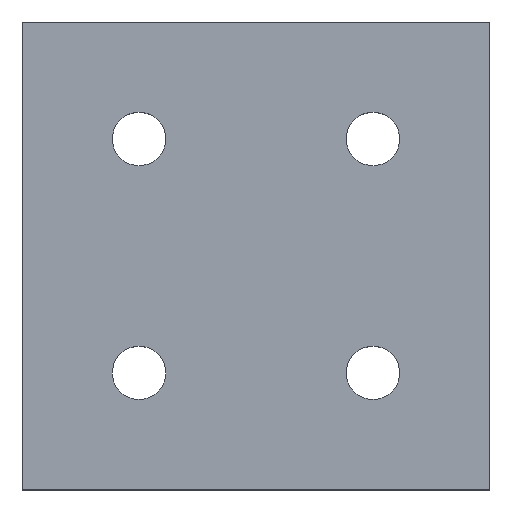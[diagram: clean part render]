
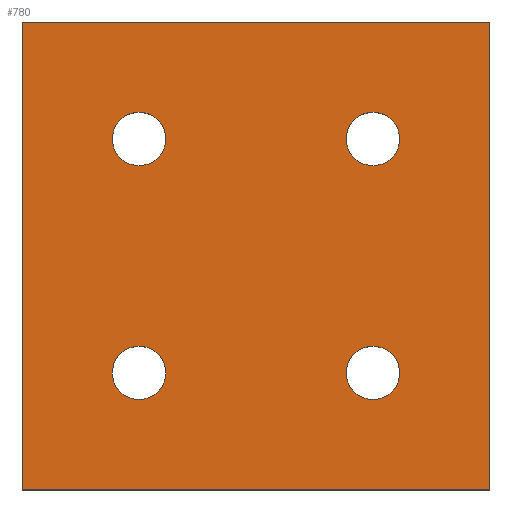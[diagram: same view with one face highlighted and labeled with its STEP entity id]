
A CAD part, top view. The second image highlights one B-rep face of the part: STEP entity #780.
In plain terms, the highlighted planar face has unit normal (0, 0, 1).
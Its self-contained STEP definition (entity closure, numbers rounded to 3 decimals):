
#130=CARTESIAN_POINT('',(0.921,0.75,0.75));
#131=VERTEX_POINT('',#130);
#140=CARTESIAN_POINT('',(0.579,0.75,0.75));
#141=VERTEX_POINT('',#140);
#142=CARTESIAN_POINT('',(0.75,0.75,0.75));
#143=DIRECTION('',(0.0,0.0,-1.0));
#144=DIRECTION('',(1.0,0.0,0.0));
#145=AXIS2_PLACEMENT_3D('',#142,#143,#144);
#146=CIRCLE('',#145,0.171);
#147=EDGE_CURVE('',#141,#131,#146,.T.);
#214=CARTESIAN_POINT('',(0.921,2.25,0.75));
#215=VERTEX_POINT('',#214);
#224=CARTESIAN_POINT('',(0.579,2.25,0.75));
#225=VERTEX_POINT('',#224);
#226=CARTESIAN_POINT('',(0.75,2.25,0.75));
#227=DIRECTION('',(0.0,0.0,-1.0));
#228=DIRECTION('',(1.0,0.0,0.0));
#229=AXIS2_PLACEMENT_3D('',#226,#227,#228);
#230=CIRCLE('',#229,0.171);
#231=EDGE_CURVE('',#225,#215,#230,.T.);
#298=CARTESIAN_POINT('',(2.421,2.25,0.75));
#299=VERTEX_POINT('',#298);
#308=CARTESIAN_POINT('',(2.079,2.25,0.75));
#309=VERTEX_POINT('',#308);
#310=CARTESIAN_POINT('',(2.25,2.25,0.75));
#311=DIRECTION('',(0.0,0.0,-1.0));
#312=DIRECTION('',(1.0,0.0,0.0));
#313=AXIS2_PLACEMENT_3D('',#310,#311,#312);
#314=CIRCLE('',#313,0.171);
#315=EDGE_CURVE('',#309,#299,#314,.T.);
#382=CARTESIAN_POINT('',(2.421,0.75,0.75));
#383=VERTEX_POINT('',#382);
#392=CARTESIAN_POINT('',(2.079,0.75,0.75));
#393=VERTEX_POINT('',#392);
#394=CARTESIAN_POINT('',(2.25,0.75,0.75));
#395=DIRECTION('',(0.0,0.0,-1.0));
#396=DIRECTION('',(1.0,0.0,0.0));
#397=AXIS2_PLACEMENT_3D('',#394,#395,#396);
#398=CIRCLE('',#397,0.171);
#399=EDGE_CURVE('',#393,#383,#398,.T.);
#433=CARTESIAN_POINT('',(2.25,0.75,0.75));
#434=DIRECTION('',(0.0,0.0,-1.0));
#435=DIRECTION('',(1.0,0.0,0.0));
#436=AXIS2_PLACEMENT_3D('',#433,#434,#435);
#437=CIRCLE('',#436,0.171);
#438=EDGE_CURVE('',#383,#393,#437,.T.);
#495=CARTESIAN_POINT('',(2.25,2.25,0.75));
#496=DIRECTION('',(0.0,0.0,-1.0));
#497=DIRECTION('',(1.0,0.0,0.0));
#498=AXIS2_PLACEMENT_3D('',#495,#496,#497);
#499=CIRCLE('',#498,0.171);
#500=EDGE_CURVE('',#299,#309,#499,.T.);
#557=CARTESIAN_POINT('',(0.75,2.25,0.75));
#558=DIRECTION('',(0.0,0.0,-1.0));
#559=DIRECTION('',(1.0,0.0,0.0));
#560=AXIS2_PLACEMENT_3D('',#557,#558,#559);
#561=CIRCLE('',#560,0.171);
#562=EDGE_CURVE('',#215,#225,#561,.T.);
#619=CARTESIAN_POINT('',(0.75,0.75,0.75));
#620=DIRECTION('',(0.0,0.0,-1.0));
#621=DIRECTION('',(1.0,0.0,0.0));
#622=AXIS2_PLACEMENT_3D('',#619,#620,#621);
#623=CIRCLE('',#622,0.171);
#624=EDGE_CURVE('',#131,#141,#623,.T.);
#644=CARTESIAN_POINT('',(3.0,3.0,0.75));
#645=VERTEX_POINT('',#644);
#652=CARTESIAN_POINT('',(3.0,0.0,0.75));
#653=VERTEX_POINT('',#652);
#654=CARTESIAN_POINT('',(3.0,0.0,0.75));
#655=DIRECTION('',(0.0,1.0,0.0));
#656=VECTOR('',#655,3.0);
#657=LINE('',#654,#656);
#658=EDGE_CURVE('',#653,#645,#657,.T.);
#682=CARTESIAN_POINT('',(0.,3.0,0.75));
#683=VERTEX_POINT('',#682);
#690=CARTESIAN_POINT('',(3.0,3.0,0.75));
#691=DIRECTION('',(-1.0,0.0,0.0));
#692=VECTOR('',#691,3.0);
#693=LINE('',#690,#692);
#694=EDGE_CURVE('',#645,#683,#693,.T.);
#713=CARTESIAN_POINT('',(0.,0.0,0.75));
#714=VERTEX_POINT('',#713);
#721=CARTESIAN_POINT('',(0.,3.0,0.75));
#722=DIRECTION('',(0.0,-1.0,0.0));
#723=VECTOR('',#722,3.0);
#724=LINE('',#721,#723);
#725=EDGE_CURVE('',#683,#714,#724,.T.);
#743=CARTESIAN_POINT('',(0.,0.0,0.75));
#744=DIRECTION('',(1.0,0.0,0.0));
#745=VECTOR('',#744,3.0);
#746=LINE('',#743,#745);
#747=EDGE_CURVE('',#714,#653,#746,.T.);
#753=CARTESIAN_POINT('',(1.5,1.5,0.75));
#754=DIRECTION('',(0.0,0.0,-1.0));
#755=DIRECTION('',(1.0,0.0,0.0));
#756=AXIS2_PLACEMENT_3D('',#753,#754,#755);
#757=PLANE('',#756);
#758=ORIENTED_EDGE('',*,*,#747,.T.);
#759=ORIENTED_EDGE('',*,*,#658,.T.);
#760=ORIENTED_EDGE('',*,*,#694,.T.);
#761=ORIENTED_EDGE('',*,*,#725,.T.);
#762=EDGE_LOOP('',(#758,#759,#760,#761));
#763=FACE_OUTER_BOUND('',#762,.T.);
#764=ORIENTED_EDGE('',*,*,#438,.T.);
#765=ORIENTED_EDGE('',*,*,#399,.T.);
#766=EDGE_LOOP('',(#764,#765));
#767=FACE_BOUND('',#766,.T.);
#768=ORIENTED_EDGE('',*,*,#500,.T.);
#769=ORIENTED_EDGE('',*,*,#315,.T.);
#770=EDGE_LOOP('',(#768,#769));
#771=FACE_BOUND('',#770,.T.);
#772=ORIENTED_EDGE('',*,*,#562,.T.);
#773=ORIENTED_EDGE('',*,*,#231,.T.);
#774=EDGE_LOOP('',(#772,#773));
#775=FACE_BOUND('',#774,.T.);
#776=ORIENTED_EDGE('',*,*,#624,.T.);
#777=ORIENTED_EDGE('',*,*,#147,.T.);
#778=EDGE_LOOP('',(#776,#777));
#779=FACE_BOUND('',#778,.T.);
#780=ADVANCED_FACE('',(#763,#767,#771,#775,#779),#757,.F.);
